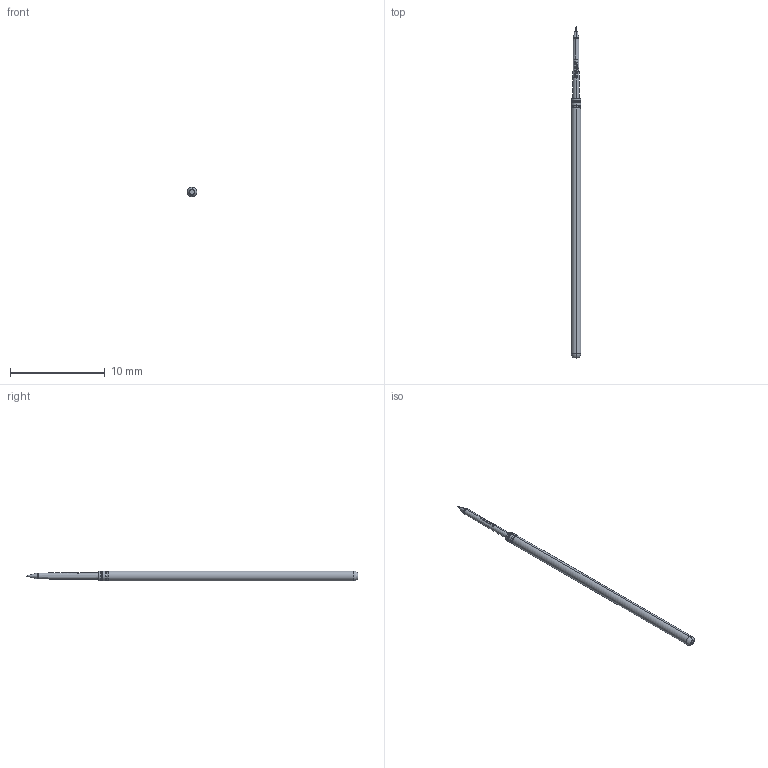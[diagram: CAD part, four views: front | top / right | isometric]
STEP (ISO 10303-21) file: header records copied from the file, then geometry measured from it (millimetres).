
FILE_DESCRIPTION (( 'STEP AP203' ), '1' );
FILE_NAME ('INGUN_GKS-075_201_064_A_xx00_LH.STEP', '2021-09-27T09:08:00', ( 'ochi' ), ( '' ), 'SwSTEP 2.0', 'SolidWorks 2018', '' );
FILE_SCHEMA (( 'CONFIG_CONTROL_DESIGN' ));
Length unit declared in the file: millimetre
Products named in the file (1): INGUN_GKS-075_201_064_A_xx00_LH
Bounding box: 1.02 x 35.1 x 1.02 mm (x, y, z)
Volume: 24.4 mm3; surface area: 103.2 mm2
Topology: 1 solids, 1 shells, 89 faces, 237 edges, 150 vertices
Faces by surface type: bspline 51, cone 16, torus 10, cylinder 10, plane 2
Entity records: 3763 total; most frequent: CARTESIAN_POINT 1959, ORIENTED_EDGE 470, EDGE_CURVE 235, B_SPLINE_CURVE_WITH_KNOTS 175, DIRECTION 174, VERTEX_POINT 150, EDGE_LOOP 91, FACE_OUTER_BOUND 89
